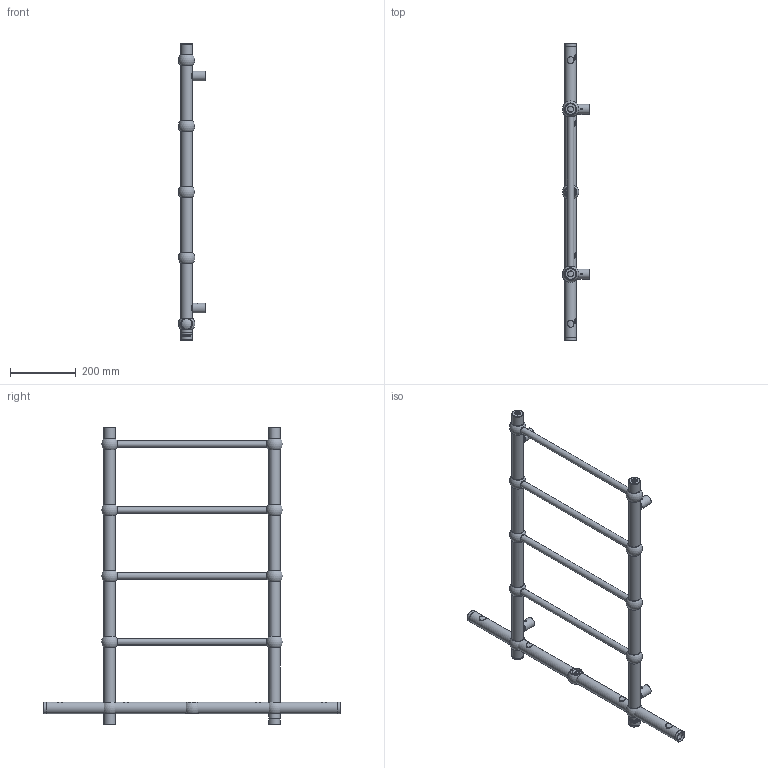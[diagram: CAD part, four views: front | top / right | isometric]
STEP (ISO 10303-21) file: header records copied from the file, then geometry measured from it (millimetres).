
FILE_DESCRIPTION( ( 'Unknown' ), '1' );
FILE_NAME( 'ESFERA.stp', 'Unknown', ( 'Unknown' ), ( 'Unknown' ), 'PSStep 10.1', 'Unknown', ' ' );
FILE_SCHEMA( ( 'AUTOMOTIVE_DESIGN { 1 0 10303 214 1 1 1 1 }' ) );
Length unit declared in the file: millimetre
Products named in the file (27): mocowanie zespó³; Assem1; mocowanie haczyk; mocowanie tuleja; mocowanie zaœlepka; Szczebelek; Szczebelek-oa0; Szczebelek-oa1; Szczebelek-oa2; Szczebelek-oa3; Kolektrol Prawy; Kolektor Lewy; kula; kula-oa4; kula-oa5; kula-oa6; kula-oa7; kula-oa8; kula-oa9; kula-oa10; kula-oa11; kula-oa12; zaœlepka fi 35; zaœlepka fi 35 z gwintem; zaœlepka fi 35 z gwintem-oa13; kapturek na prawy kolektor g鏎a; czêœæ do prawego kolektora pod kapturek
Bounding box: 82.44 x 900 x 904 mm (x, y, z)
Volume: 1127283.9 mm3; surface area: 1625642.8 mm2
Topology: 62 solids, 62 shells, 430 faces, 896 edges, 590 vertices
Faces by surface type: cylinder 174, plane 162, sphere 40, cone 36, torus 18
Full cylindrical faces by diameter (mm): 4.917 x6, 17 x6, 18 x10, 18.631 x6, 20 x16, 20.5 x40, 22 x12, 24.8 x8, 27 x2, 30 x10, 30.9 x2, 32 x12, 35 x14
Entity records: 7733 total; most frequent: CARTESIAN_POINT 2768, DIRECTION 732, ORIENTED_EDGE 402, EDGE_LOOP 364, AXIS2_PLACEMENT_3D 358, FACE_OUTER_BOUND 256, EDGE_CURVE 201, VERTEX_POINT 193
